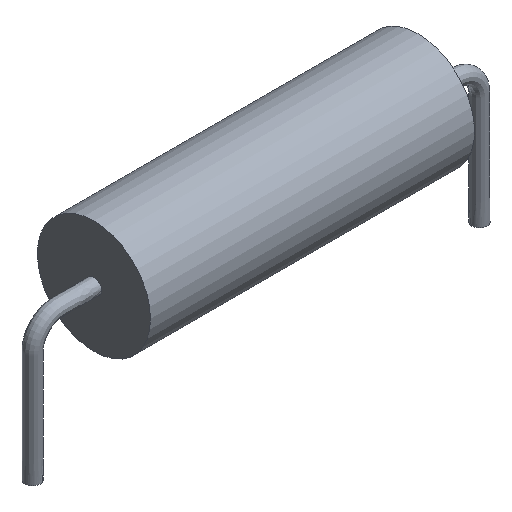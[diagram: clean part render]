
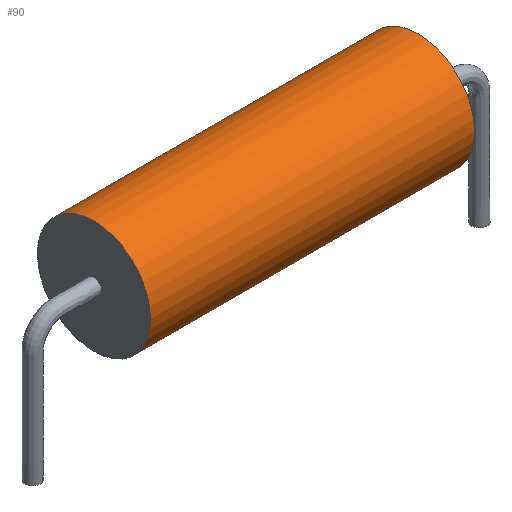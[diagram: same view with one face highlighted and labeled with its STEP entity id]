
A CAD part, isometric view. The second image highlights one B-rep face of the part: STEP entity #90.
In plain terms, the highlighted cylindrical face has radius 2.25 mm (diameter 4.5 mm), a full revolution.
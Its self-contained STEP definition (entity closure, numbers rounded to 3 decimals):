
#33=FACE_BOUND('',#44,.T.);
#34=FACE_OUTER_BOUND('',#43,.T.);
#43=EDGE_LOOP('',(#73));
#44=EDGE_LOOP('',(#74));
#53=CIRCLE('',#104,2.25);
#54=CIRCLE('',#105,2.25);
#59=VERTEX_POINT('',#146);
#60=VERTEX_POINT('',#148);
#65=EDGE_CURVE('',#59,#59,#53,.T.);
#66=EDGE_CURVE('',#60,#60,#54,.T.);
#73=ORIENTED_EDGE('',*,*,#65,.F.);
#74=ORIENTED_EDGE('',*,*,#66,.F.);
#89=CYLINDRICAL_SURFACE('',#103,2.25);
#90=ADVANCED_FACE('',(#34,#33),#89,.T.);
#103=AXIS2_PLACEMENT_3D('',#145,#118,#119);
#104=AXIS2_PLACEMENT_3D('',#147,#120,#121);
#105=AXIS2_PLACEMENT_3D('',#149,#122,#123);
#118=DIRECTION('center_axis',(-1.,0.,0.));
#119=DIRECTION('ref_axis',(0.,-1.,0.));
#120=DIRECTION('center_axis',(-1.,0.,0.));
#121=DIRECTION('ref_axis',(0.,-1.,0.));
#122=DIRECTION('center_axis',(1.,0.,0.));
#123=DIRECTION('ref_axis',(0.,-1.,0.));
#145=CARTESIAN_POINT('Origin',(6.45,0.,2.25));
#146=CARTESIAN_POINT('',(-6.45,2.25,2.25));
#147=CARTESIAN_POINT('Origin',(-6.45,0.,2.25));
#148=CARTESIAN_POINT('',(6.45,2.25,2.25));
#149=CARTESIAN_POINT('Origin',(6.45,0.,2.25));
